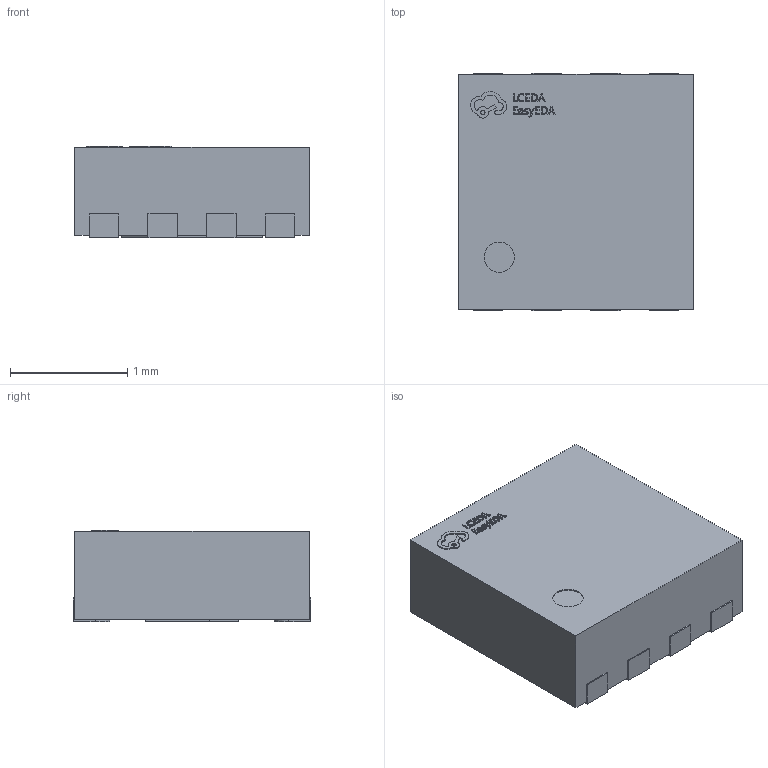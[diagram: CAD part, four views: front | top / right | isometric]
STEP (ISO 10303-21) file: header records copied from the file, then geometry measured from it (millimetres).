
FILE_DESCRIPTION (( 'STEP AP214' ), '1' );
FILE_NAME ('TDFN-8_L2.0-W2.0-P0.50-BL-EP1.2.STEP', '2023-05-30T07:14:27', ( 'PC' ), ( 'Microsoft' ), 'SwSTEP 2.0', 'SolidWorks 2020', '' );
FILE_SCHEMA (( 'AUTOMOTIVE_DESIGN' ));
Length unit declared in the file: millimetre
Products named in the file (1): TDFN-8_L2.0-W2.0-P0.50-BL-EP1.2
Bounding box: 2 x 2.02 x 0.78 mm (x, y, z)
Volume: 3 mm3; surface area: 14.4 mm2
Topology: 1 solids, 1 shells, 287 faces, 792 edges, 528 vertices
Faces by surface type: plane 179, bspline 98, cylinder 10
Entity records: 12769 total; most frequent: CARTESIAN_POINT 2914, ORIENTED_EDGE 1584, DIRECTION 992, EDGE_CURVE 792, LINE 572, VECTOR 572, VERTEX_POINT 528, EDGE_LOOP 308
